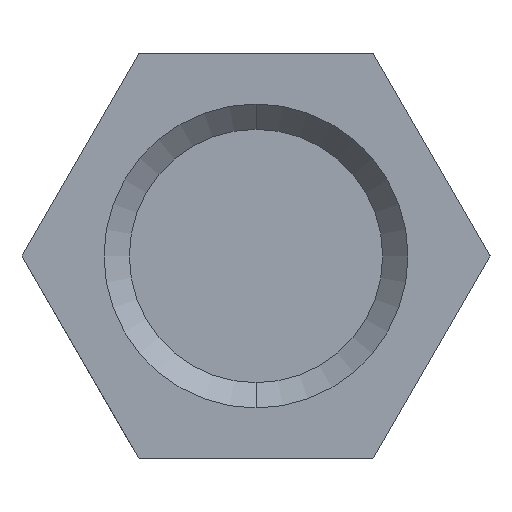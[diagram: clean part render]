
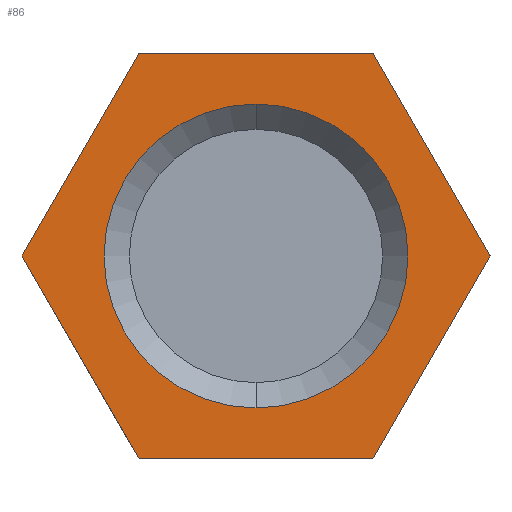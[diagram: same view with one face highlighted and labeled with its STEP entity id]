
A CAD part, left-side view. The second image highlights one B-rep face of the part: STEP entity #86.
In plain terms, the highlighted planar face has unit normal (-1, 0, 0).
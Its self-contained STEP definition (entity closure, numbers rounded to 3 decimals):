
#86=ADVANCED_FACE('',(#385,#386),#387,.F.);
#385=FACE_OUTER_BOUND('',#949,.T.);
#386=FACE_BOUND('',#950,.T.);
#387=PLANE('',#951);
#949=EDGE_LOOP('',(#5282,#5283,#5284,#5285,#5286,#5287));
#950=EDGE_LOOP('',(#5288,#5289));
#951=AXIS2_PLACEMENT_3D('',#5290,#5291,#5292);
#5282=ORIENTED_EDGE('',*,*,#7133,.F.);
#5283=ORIENTED_EDGE('',*,*,#7137,.F.);
#5284=ORIENTED_EDGE('',*,*,#7139,.F.);
#5285=ORIENTED_EDGE('',*,*,#6944,.F.);
#5286=ORIENTED_EDGE('',*,*,#7142,.F.);
#5287=ORIENTED_EDGE('',*,*,#7144,.F.);
#5288=ORIENTED_EDGE('',*,*,#6934,.T.);
#5289=ORIENTED_EDGE('',*,*,#7145,.T.);
#5290=CARTESIAN_POINT('',(-80.0,-4.619,0.));
#5291=DIRECTION('',(1.0,0.0,0.0));
#5292=DIRECTION('',(0.0,1.0,0.0));
#6934=EDGE_CURVE('',#7642,#7640,#7643,.T.);
#6944=EDGE_CURVE('',#7658,#7660,#7661,.T.);
#7133=EDGE_CURVE('',#8034,#8036,#8037,.T.);
#7137=EDGE_CURVE('',#8041,#8034,#8043,.T.);
#7139=EDGE_CURVE('',#7660,#8041,#8045,.T.);
#7142=EDGE_CURVE('',#8048,#7658,#8050,.T.);
#7144=EDGE_CURVE('',#8036,#8048,#8052,.T.);
#7145=EDGE_CURVE('',#7640,#7642,#8053,.T.);
#7640=VERTEX_POINT('',#8809);
#7642=VERTEX_POINT('',#8812);
#7643=CIRCLE('',#8813,3.0);
#7658=VERTEX_POINT('',#8834);
#7660=VERTEX_POINT('',#8837);
#7661=LINE('',#8838,#8839);
#8034=VERTEX_POINT('',#10500);
#8036=VERTEX_POINT('',#10503);
#8037=LINE('',#10504,#10505);
#8041=VERTEX_POINT('',#10511);
#8043=LINE('',#10514,#10515);
#8045=LINE('',#10518,#10519);
#8048=VERTEX_POINT('',#10523);
#8050=LINE('',#10526,#10527);
#8052=LINE('',#10530,#10531);
#8053=CIRCLE('',#10532,3.0);
#8809=CARTESIAN_POINT('',(-80.0,0.,-3.0));
#8812=CARTESIAN_POINT('',(-80.0,0.0,3.0));
#8813=AXIS2_PLACEMENT_3D('',#13918,#13919,#13920);
#8834=CARTESIAN_POINT('',(-80.0,2.309,-4.));
#8837=CARTESIAN_POINT('',(-80.0,4.619,0.));
#8838=CARTESIAN_POINT('',(-80.0,2.309,-4.));
#8839=VECTOR('',#13934,1000.0);
#10500=CARTESIAN_POINT('',(-80.0,-2.309,4.0));
#10503=CARTESIAN_POINT('',(-80.0,-4.619,0.));
#10504=CARTESIAN_POINT('',(-80.0,-2.309,4.0));
#10505=VECTOR('',#14060,1000.0);
#10511=CARTESIAN_POINT('',(-80.0,2.309,4.));
#10514=CARTESIAN_POINT('',(-80.0,2.309,4.));
#10515=VECTOR('',#14064,1000.0);
#10518=CARTESIAN_POINT('',(-80.0,4.619,0.));
#10519=VECTOR('',#14066,1000.0);
#10523=CARTESIAN_POINT('',(-80.0,-2.309,-4.0));
#10526=CARTESIAN_POINT('',(-80.0,-2.309,-4.0));
#10527=VECTOR('',#14069,1000.0);
#10530=CARTESIAN_POINT('',(-80.0,-4.619,0.));
#10531=VECTOR('',#14071,1000.0);
#10532=AXIS2_PLACEMENT_3D('',#14072,#14073,#14074);
#13918=CARTESIAN_POINT('',(-80.0,0.0,0.0));
#13919=DIRECTION('',(1.0,0.0,0.0));
#13920=DIRECTION('',(0.0,0.0,-1.0));
#13934=DIRECTION('',(0.0,0.5,0.866));
#14060=DIRECTION('',(0.0,-0.5,-0.866));
#14064=DIRECTION('',(0.0,-1.0,0.));
#14066=DIRECTION('',(0.0,-0.5,0.866));
#14069=DIRECTION('',(0.0,1.0,0.));
#14071=DIRECTION('',(0.0,0.5,-0.866));
#14072=CARTESIAN_POINT('',(-80.0,0.0,0.0));
#14073=DIRECTION('',(1.0,0.0,0.0));
#14074=DIRECTION('',(0.0,0.0,-1.0));
